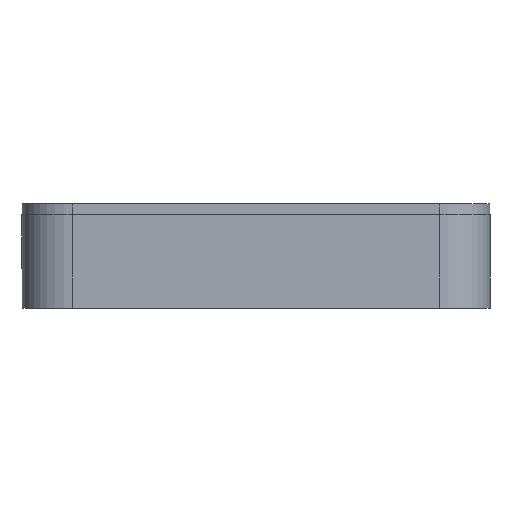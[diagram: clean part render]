
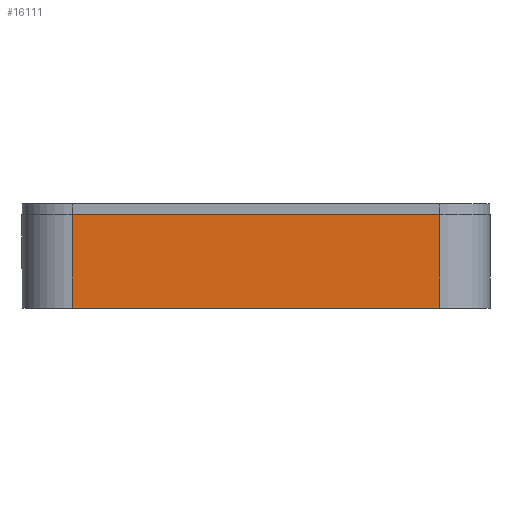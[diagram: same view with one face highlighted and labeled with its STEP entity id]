
A CAD part, left-side view. The second image highlights one B-rep face of the part: STEP entity #16111.
In plain terms, the highlighted planar face has unit normal (-1, 0, 0).
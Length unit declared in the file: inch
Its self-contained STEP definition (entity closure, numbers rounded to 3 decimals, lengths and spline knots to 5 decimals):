
#2143=PLANE('',#16531);
#2978=FACE_OUTER_BOUND('',#3925,.T.);
#3925=EDGE_LOOP('',(#14441,#14442,#14443,#14444));
#5001=LINE('',#33580,#6066);
#5003=LINE('',#33586,#6068);
#5004=LINE('',#33588,#6069);
#5005=LINE('',#33589,#6070);
#6066=VECTOR('',#18309,0.3937);
#6068=VECTOR('',#18315,0.3937);
#6069=VECTOR('',#18316,0.3937);
#6070=VECTOR('',#18317,0.3937);
#7851=VERTEX_POINT('',#33577);
#7852=VERTEX_POINT('',#33579);
#7854=VERTEX_POINT('',#33585);
#7855=VERTEX_POINT('',#33587);
#10266=EDGE_CURVE('',#7851,#7852,#5001,.T.);
#10269=EDGE_CURVE('',#7854,#7851,#5003,.T.);
#10270=EDGE_CURVE('',#7855,#7854,#5004,.T.);
#10271=EDGE_CURVE('',#7855,#7852,#5005,.T.);
#14441=ORIENTED_EDGE('',*,*,#10266,.F.);
#14442=ORIENTED_EDGE('',*,*,#10269,.F.);
#14443=ORIENTED_EDGE('',*,*,#10270,.F.);
#14444=ORIENTED_EDGE('',*,*,#10271,.T.);
#16111=ADVANCED_FACE('',(#2978),#2143,.T.);
#16531=AXIS2_PLACEMENT_3D('',#33584,#18313,#18314);
#18309=DIRECTION('',(0.,0.,-1.));
#18313=DIRECTION('center_axis',(-1.,0.,0.));
#18314=DIRECTION('ref_axis',(0.,-1.,0.));
#18315=DIRECTION('',(0.,-1.,0.));
#18316=DIRECTION('',(0.,0.,1.));
#18317=DIRECTION('',(0.,-1.,0.));
#33577=CARTESIAN_POINT('',(-0.3937,-0.11811,0.51181));
#33579=CARTESIAN_POINT('',(-0.3937,-0.11811,0.));
#33580=CARTESIAN_POINT('',(-0.3937,-0.11811,0.));
#33584=CARTESIAN_POINT('Origin',(-0.3937,2.16535,0.));
#33585=CARTESIAN_POINT('',(-0.3937,1.88976,0.51181));
#33586=CARTESIAN_POINT('',(-0.3937,2.16535,0.51181));
#33587=CARTESIAN_POINT('',(-0.3937,1.88976,0.));
#33588=CARTESIAN_POINT('',(-0.3937,1.88976,0.));
#33589=CARTESIAN_POINT('',(-0.3937,2.16535,0.));
